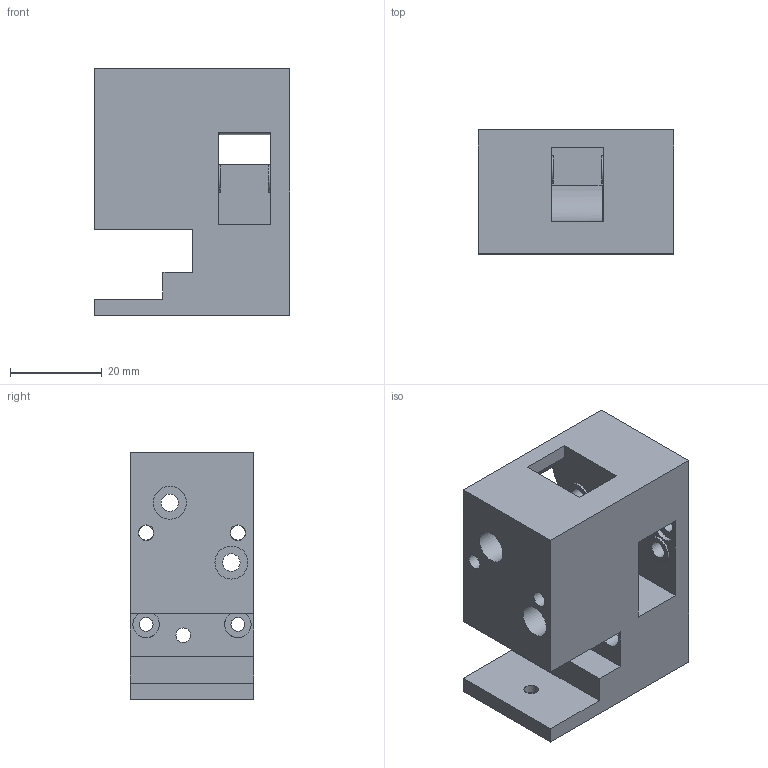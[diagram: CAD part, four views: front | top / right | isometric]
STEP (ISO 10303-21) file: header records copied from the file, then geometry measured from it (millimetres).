
FILE_DESCRIPTION(('FreeCAD Model'),'2;1');
FILE_NAME('Open CASCADE Shape Model','1974-01-01T00:00:00',(''),(''), 'Open CASCADE STEP processor 7.7','FreeCAD','Unknown');
FILE_SCHEMA(('AUTOMOTIVE_DESIGN { 1 0 10303 214 1 1 1 1 }'));
Length unit declared in the file: millimetre
Products named in the file (1): k1_joint_right_teeth_experimental_step
Bounding box: 42.67 x 27 x 53.87 mm (x, y, z)
Volume: 42377.5 mm3; surface area: 14655.5 mm2
Topology: 1 solids, 1 shells, 70 faces, 172 edges, 115 vertices
Faces by surface type: plane 39, cylinder 30, cone 1
Full cylindrical faces by diameter (mm): 3 x2, 3.2 x4, 3.4 x2, 3.8 x4, 4.3 x1, 4.6 x1, 5.8 x2, 6 x6, 6.4 x2, 7.2 x2
Entity records: 2144 total; most frequent: CARTESIAN_POINT 373, DIRECTION 368, ORIENTED_EDGE 344, EDGE_CURVE 172, AXIS2_PLACEMENT_3D 140, VERTEX_POINT 115, FACE_BOUND 109, EDGE_LOOP 109
